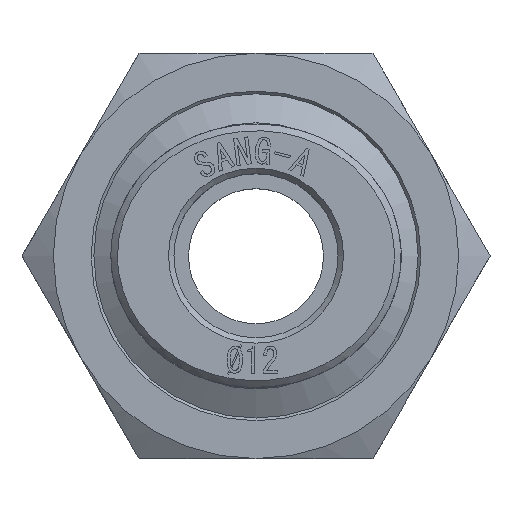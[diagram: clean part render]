
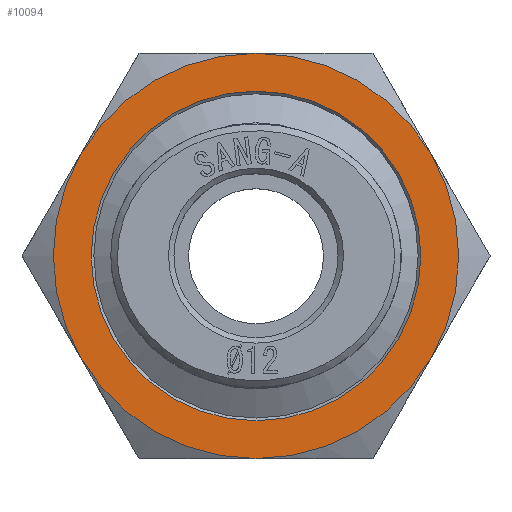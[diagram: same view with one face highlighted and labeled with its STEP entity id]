
A CAD part, top view. The second image highlights one B-rep face of the part: STEP entity #10094.
In plain terms, the highlighted planar face has unit normal (0, 0, 1).
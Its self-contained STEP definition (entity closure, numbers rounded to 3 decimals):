
#10018=CARTESIAN_POINT('',(12.2,0.,6.));
#10019=VERTEX_POINT('',#10018);
#10020=CARTESIAN_POINT('',(0.0,0.0,6.));
#10021=DIRECTION('',(0.0,0.0,1.0));
#10022=DIRECTION('',(-1.0,0.0,0.0));
#10023=AXIS2_PLACEMENT_3D('',#10020,#10021,#10022);
#10024=CIRCLE('',#10023,12.2);
#10025=EDGE_CURVE('',#10019,#10019,#10024,.T.);
#10030=CARTESIAN_POINT('',(0.,0.,6.));
#10031=DIRECTION('',(0.0,0.0,1.0));
#10032=DIRECTION('',(1.0,0.0,0.0));
#10033=AXIS2_PLACEMENT_3D('',#10030,#10031,#10032);
#10034=PLANE('',#10033);
#10035=CARTESIAN_POINT('',(12.99,-7.5,6.));
#10036=VERTEX_POINT('',#10035);
#10037=CARTESIAN_POINT('',(12.99,7.5,6.));
#10038=VERTEX_POINT('',#10037);
#10039=CARTESIAN_POINT('',(0.0,0.0,6.));
#10040=DIRECTION('',(0.0,0.0,1.0));
#10041=DIRECTION('',(-1.0,0.0,0.0));
#10042=AXIS2_PLACEMENT_3D('',#10039,#10040,#10041);
#10043=CIRCLE('',#10042,15.0);
#10044=EDGE_CURVE('',#10036,#10038,#10043,.T.);
#10045=ORIENTED_EDGE('',*,*,#10044,.T.);
#10046=CARTESIAN_POINT('',(0.,15.,6.));
#10047=VERTEX_POINT('',#10046);
#10048=CARTESIAN_POINT('',(0.0,0.0,6.));
#10049=DIRECTION('',(0.0,0.0,1.0));
#10050=DIRECTION('',(-1.0,0.0,0.0));
#10051=AXIS2_PLACEMENT_3D('',#10048,#10049,#10050);
#10052=CIRCLE('',#10051,15.0);
#10053=EDGE_CURVE('',#10038,#10047,#10052,.T.);
#10054=ORIENTED_EDGE('',*,*,#10053,.T.);
#10055=CARTESIAN_POINT('',(-12.99,7.5,6.));
#10056=VERTEX_POINT('',#10055);
#10057=CARTESIAN_POINT('',(0.0,0.0,6.));
#10058=DIRECTION('',(0.0,0.0,1.0));
#10059=DIRECTION('',(-1.0,0.0,0.0));
#10060=AXIS2_PLACEMENT_3D('',#10057,#10058,#10059);
#10061=CIRCLE('',#10060,15.0);
#10062=EDGE_CURVE('',#10047,#10056,#10061,.T.);
#10063=ORIENTED_EDGE('',*,*,#10062,.T.);
#10064=CARTESIAN_POINT('',(-12.99,-7.5,6.));
#10065=VERTEX_POINT('',#10064);
#10066=CARTESIAN_POINT('',(0.0,0.0,6.));
#10067=DIRECTION('',(0.0,0.0,1.0));
#10068=DIRECTION('',(-1.0,0.0,0.0));
#10069=AXIS2_PLACEMENT_3D('',#10066,#10067,#10068);
#10070=CIRCLE('',#10069,15.0);
#10071=EDGE_CURVE('',#10056,#10065,#10070,.T.);
#10072=ORIENTED_EDGE('',*,*,#10071,.T.);
#10073=CARTESIAN_POINT('',(0.,-15.,6.));
#10074=VERTEX_POINT('',#10073);
#10075=CARTESIAN_POINT('',(0.0,0.0,6.));
#10076=DIRECTION('',(0.0,0.0,1.0));
#10077=DIRECTION('',(-1.0,0.0,0.0));
#10078=AXIS2_PLACEMENT_3D('',#10075,#10076,#10077);
#10079=CIRCLE('',#10078,15.0);
#10080=EDGE_CURVE('',#10065,#10074,#10079,.T.);
#10081=ORIENTED_EDGE('',*,*,#10080,.T.);
#10082=CARTESIAN_POINT('',(0.0,0.0,6.));
#10083=DIRECTION('',(0.0,0.0,1.0));
#10084=DIRECTION('',(-1.0,0.0,0.0));
#10085=AXIS2_PLACEMENT_3D('',#10082,#10083,#10084);
#10086=CIRCLE('',#10085,15.0);
#10087=EDGE_CURVE('',#10074,#10036,#10086,.T.);
#10088=ORIENTED_EDGE('',*,*,#10087,.T.);
#10089=EDGE_LOOP('',(#10045,#10054,#10063,#10072,#10081,#10088));
#10090=FACE_OUTER_BOUND('',#10089,.T.);
#10091=ORIENTED_EDGE('',*,*,#10025,.F.);
#10092=EDGE_LOOP('',(#10091));
#10093=FACE_BOUND('',#10092,.T.);
#10094=ADVANCED_FACE('',(#10090,#10093),#10034,.T.);
